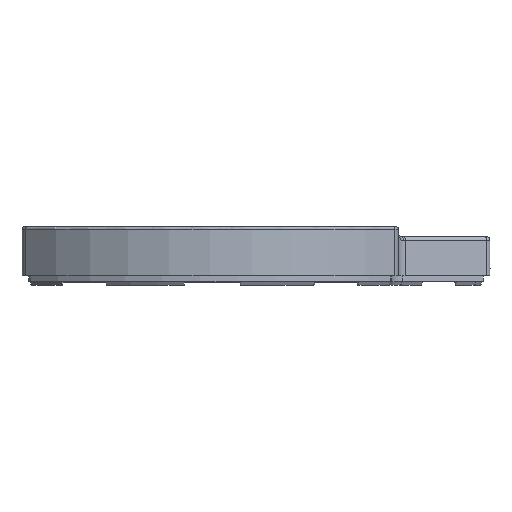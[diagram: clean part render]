
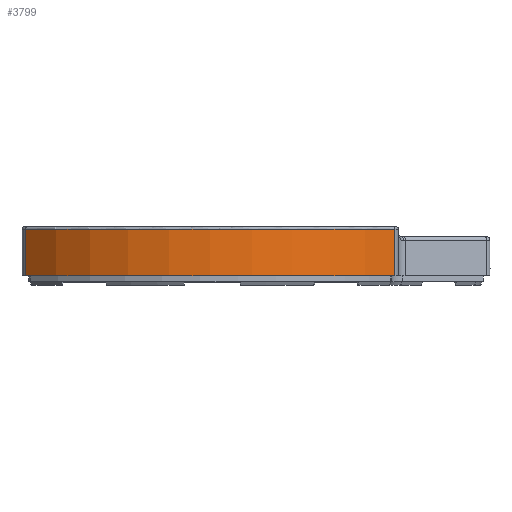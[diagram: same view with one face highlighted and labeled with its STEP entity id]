
A CAD part, left-side view. The second image highlights one B-rep face of the part: STEP entity #3799.
In plain terms, the highlighted cylindrical face has radius 19.05 mm (diameter 38.1 mm), a partial arc.
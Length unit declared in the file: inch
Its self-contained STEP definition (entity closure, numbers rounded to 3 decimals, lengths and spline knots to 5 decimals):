
#104=CYLINDRICAL_SURFACE('',#4104,0.75);
#255=LINE('',#6728,#568);
#257=LINE('',#6731,#570);
#568=VECTOR('',#4623,0.13976);
#570=VECTOR('',#4627,0.13976);
#972=FACE_OUTER_BOUND('',#1206,.T.);
#1206=EDGE_LOOP('',(#2741,#2742,#2743,#2744));
#1458=CIRCLE('',#4062,0.75);
#1475=CIRCLE('',#4090,0.75);
#1664=VERTEX_POINT('',#6522);
#1665=VERTEX_POINT('',#6526);
#1681=VERTEX_POINT('',#6579);
#1682=VERTEX_POINT('',#6581);
#2047=EDGE_CURVE('',#1665,#1664,#1458,.T.);
#2073=EDGE_CURVE('',#1682,#1681,#1475,.T.);
#2106=EDGE_CURVE('',#1681,#1664,#255,.T.);
#2108=EDGE_CURVE('',#1665,#1682,#257,.T.);
#2741=ORIENTED_EDGE('',*,*,#2108,.T.);
#2742=ORIENTED_EDGE('',*,*,#2073,.T.);
#2743=ORIENTED_EDGE('',*,*,#2106,.T.);
#2744=ORIENTED_EDGE('',*,*,#2047,.F.);
#3799=ADVANCED_FACE('',(#972),#104,.T.);
#4062=AXIS2_PLACEMENT_3D('',#6528,#4515,#4516);
#4090=AXIS2_PLACEMENT_3D('',#6582,#4580,#4581);
#4104=AXIS2_PLACEMENT_3D('',#6730,#4625,#4626);
#4515=DIRECTION('center_axis',(0.,0.,1.));
#4516=DIRECTION('ref_axis',(-0.668,0.744,0.));
#4580=DIRECTION('center_axis',(0.,0.,1.));
#4581=DIRECTION('ref_axis',(1.,0.,0.));
#4623=DIRECTION('',(0.,0.,1.));
#4625=DIRECTION('center_axis',(0.,0.,1.));
#4626=DIRECTION('ref_axis',(-1.,0.,0.));
#4627=DIRECTION('',(0.,0.,-1.));
#6522=CARTESIAN_POINT('',(-0.50361,-0.55577,0.15945));
#6526=CARTESIAN_POINT('',(-0.50361,0.55577,0.15945));
#6528=CARTESIAN_POINT('Origin',(0.,0.,0.15945));
#6579=CARTESIAN_POINT('',(-0.50361,-0.55577,0.01969));
#6581=CARTESIAN_POINT('',(-0.50361,0.55577,0.01969));
#6582=CARTESIAN_POINT('Origin',(0.,0.,0.01969));
#6728=CARTESIAN_POINT('',(-0.50361,-0.55577,0.01969));
#6730=CARTESIAN_POINT('Origin',(0.,0.,-0.16732));
#6731=CARTESIAN_POINT('',(-0.50361,0.55577,0.15945));
